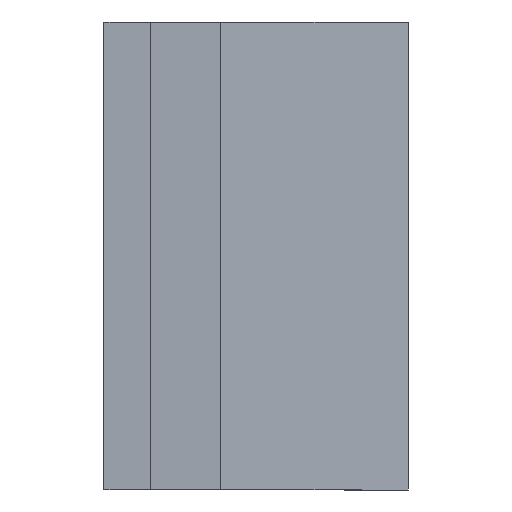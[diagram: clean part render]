
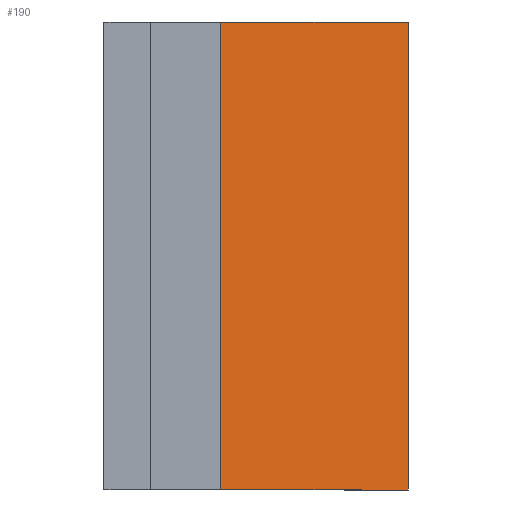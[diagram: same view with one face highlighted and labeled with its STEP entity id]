
A CAD part, left-side view. The second image highlights one B-rep face of the part: STEP entity #190.
In plain terms, the highlighted planar face has unit normal (-0.707, -0.707, 0).
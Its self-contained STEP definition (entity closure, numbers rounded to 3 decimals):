
#19 = VECTOR ( 'NONE', #291, 1000. ) ;
#29 = LINE ( 'NONE', #60, #657 ) ;
#60 = CARTESIAN_POINT ( 'NONE',  ( -3.75, 4.1, 10. ) ) ;
#79 = CARTESIAN_POINT ( 'NONE',  ( -2.75, 3.1, 0. ) ) ;
#105 = VERTEX_POINT ( 'NONE', #440 ) ;
#107 = CARTESIAN_POINT ( 'NONE',  ( 0.25, 0.1, 0. ) ) ;
#123 = ORIENTED_EDGE ( 'NONE', *, *, #579, .F. ) ;
#140 = CARTESIAN_POINT ( 'NONE',  ( 0.25, 0.1, 23.342 ) ) ;
#148 = VECTOR ( 'NONE', #595, 1000. ) ;
#169 = VECTOR ( 'NONE', #300, 1000. ) ;
#178 = DIRECTION ( 'NONE',  ( 0., 0., 1. ) ) ;
#190 = ADVANCED_FACE ( 'NONE', ( #397 ), #196, .T. ) ;
#195 = LINE ( 'NONE', #79, #169 ) ;
#196 = PLANE ( 'NONE',  #496 ) ;
#238 = LINE ( 'NONE', #140, #19 ) ;
#291 = DIRECTION ( 'NONE',  ( 0., 0., -1. ) ) ;
#300 = DIRECTION ( 'NONE',  ( -0.707, 0.707, 0. ) ) ;
#302 = EDGE_LOOP ( 'NONE', ( #337, #464, #636, #123 ) ) ;
#337 = ORIENTED_EDGE ( 'NONE', *, *, #459, .F. ) ;
#344 = DIRECTION ( 'NONE',  ( 0., 0., 1. ) ) ;
#359 = EDGE_CURVE ( 'NONE', #105, #564, #29, .T. ) ;
#387 = CARTESIAN_POINT ( 'NONE',  ( -2.75, 3.1, 10. ) ) ;
#397 = FACE_OUTER_BOUND ( 'NONE', #302, .T. ) ;
#406 = CARTESIAN_POINT ( 'NONE',  ( -2.75, 3.1, 0. ) ) ;
#440 = CARTESIAN_POINT ( 'NONE',  ( -3.75, 4.1, 0. ) ) ;
#459 = EDGE_CURVE ( 'NONE', #564, #592, #658, .T. ) ;
#464 = ORIENTED_EDGE ( 'NONE', *, *, #359, .F. ) ;
#496 = AXIS2_PLACEMENT_3D ( 'NONE', #406, #616, #344 ) ;
#564 = VERTEX_POINT ( 'NONE', #614 ) ;
#565 = EDGE_CURVE ( 'NONE', #681, #105, #195, .T. ) ;
#579 = EDGE_CURVE ( 'NONE', #592, #681, #238, .T. ) ;
#592 = VERTEX_POINT ( 'NONE', #671 ) ;
#595 = DIRECTION ( 'NONE',  ( 0.707, -0.707, 0. ) ) ;
#614 = CARTESIAN_POINT ( 'NONE',  ( -3.75, 4.1, 10. ) ) ;
#616 = DIRECTION ( 'NONE',  ( -0.707, -0.707, 0. ) ) ;
#636 = ORIENTED_EDGE ( 'NONE', *, *, #565, .F. ) ;
#657 = VECTOR ( 'NONE', #178, 1000. ) ;
#658 = LINE ( 'NONE', #387, #148 ) ;
#671 = CARTESIAN_POINT ( 'NONE',  ( 0.25, 0.1, 10. ) ) ;
#681 = VERTEX_POINT ( 'NONE', #107 ) ;
